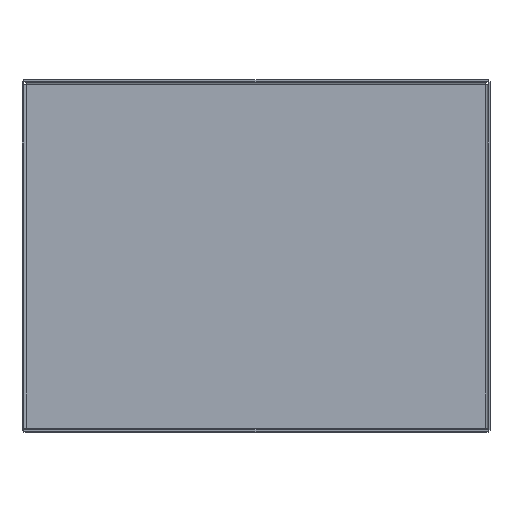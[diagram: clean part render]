
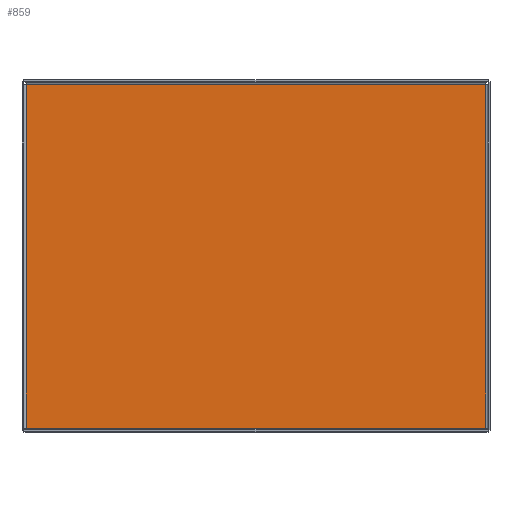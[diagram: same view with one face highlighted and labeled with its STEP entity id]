
A CAD part, top view. The second image highlights one B-rep face of the part: STEP entity #859.
In plain terms, the highlighted planar face has unit normal (0, 0, 1).
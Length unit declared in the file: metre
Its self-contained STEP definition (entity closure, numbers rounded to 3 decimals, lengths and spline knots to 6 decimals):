
#60=ORIENTED_EDGE('',*,*,#308,.F.);
#61=ORIENTED_EDGE('',*,*,#309,.T.);
#62=ORIENTED_EDGE('',*,*,#310,.T.);
#63=ORIENTED_EDGE('',*,*,#311,.F.);
#308=EDGE_CURVE('',#432,#433,#504,.F.);
#309=EDGE_CURVE('',#432,#434,#505,.T.);
#310=EDGE_CURVE('',#434,#435,#506,.T.);
#311=EDGE_CURVE('',#433,#435,#507,.F.);
#432=VERTEX_POINT('',#1273);
#433=VERTEX_POINT('',#1274);
#434=VERTEX_POINT('',#1276);
#435=VERTEX_POINT('',#1278);
#504=LINE('',#1272,#604);
#505=LINE('',#1275,#605);
#506=LINE('',#1277,#606);
#507=LINE('',#1279,#607);
#604=VECTOR('',#1013,1.);
#605=VECTOR('',#1014,1.);
#606=VECTOR('',#1015,1.);
#607=VECTOR('',#1016,1.);
#701=EDGE_LOOP('',(#60,#61,#62,#63));
#759=FACE_BOUND('',#701,.T.);
#817=PLANE('',#926);
#859=ADVANCED_FACE('',(#759),#817,.T.);
#926=AXIS2_PLACEMENT_3D('',#1271,#1011,#1012);
#1011=DIRECTION('',(0.,0.,1.));
#1012=DIRECTION('',(1.,0.,0.));
#1013=DIRECTION('',(1.,0.,0.));
#1014=DIRECTION('',(0.,1.,0.));
#1015=DIRECTION('',(-1.,0.,0.));
#1016=DIRECTION('',(0.,-1.,0.));
#1271=CARTESIAN_POINT('',(0.,0.,0.0015));
#1272=CARTESIAN_POINT('',(0.,-0.148,0.0015));
#1273=CARTESIAN_POINT('',(0.198,-0.148,0.0015));
#1274=CARTESIAN_POINT('',(-0.198,-0.148,0.0015));
#1275=CARTESIAN_POINT('',(0.198,0.,0.0015));
#1276=CARTESIAN_POINT('',(0.198,0.148,0.0015));
#1277=CARTESIAN_POINT('',(0.,0.148,0.0015));
#1278=CARTESIAN_POINT('',(-0.198,0.148,0.0015));
#1279=CARTESIAN_POINT('',(-0.198,0.,0.0015));
